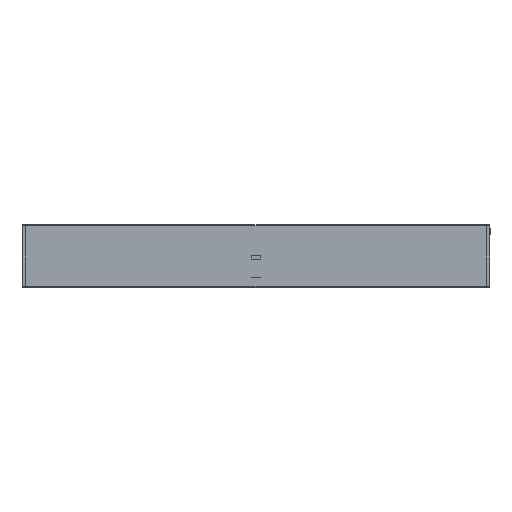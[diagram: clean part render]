
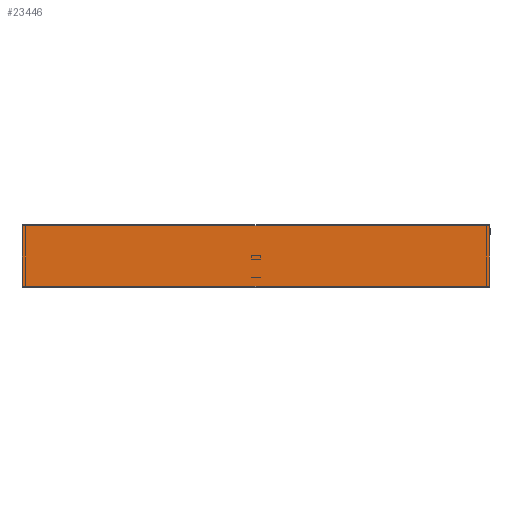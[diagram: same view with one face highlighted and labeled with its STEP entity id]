
A CAD part, left-side view. The second image highlights one B-rep face of the part: STEP entity #23446.
In plain terms, the highlighted planar face has unit normal (-1, 0, 0).
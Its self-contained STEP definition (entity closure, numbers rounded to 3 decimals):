
#1606 = EDGE_CURVE ( 'NONE', #25064, #21761, #3999, .T. ) ;
#1647 = PLANE ( 'NONE',  #21118 ) ;
#2624 = CARTESIAN_POINT ( 'NONE',  ( 0., 0., 246. ) ) ;
#3084 = VECTOR ( 'NONE', #27728, 1000. ) ;
#3523 = EDGE_CURVE ( 'NONE', #21761, #21915, #18751, .T. ) ;
#3999 = LINE ( 'NONE', #21379, #5003 ) ;
#4335 = LINE ( 'NONE', #19296, #24649 ) ;
#5003 = VECTOR ( 'NONE', #10524, 1000. ) ;
#6627 = EDGE_CURVE ( 'NONE', #25064, #15160, #12518, .T. ) ;
#10012 = CARTESIAN_POINT ( 'NONE',  ( 0., -1878., 1. ) ) ;
#10332 = DIRECTION ( 'NONE',  ( 1., 0., 0. ) ) ;
#10524 = DIRECTION ( 'NONE',  ( 0., 0., 1. ) ) ;
#11202 = VECTOR ( 'NONE', #23923, 1000. ) ;
#12469 = FACE_OUTER_BOUND ( 'NONE', #15799, .T. ) ;
#12518 = LINE ( 'NONE', #15219, #11202 ) ;
#12849 = ORIENTED_EDGE ( 'NONE', *, *, #3523, .T. ) ;
#14889 = DIRECTION ( 'NONE',  ( 0., 0., -1. ) ) ;
#15160 = VERTEX_POINT ( 'NONE', #22297 ) ;
#15219 = CARTESIAN_POINT ( 'NONE',  ( 0., 0., 1. ) ) ;
#15799 = EDGE_LOOP ( 'NONE', ( #12849, #26297, #20415, #22085 ) ) ;
#16473 = CARTESIAN_POINT ( 'NONE',  ( 0., -1878., 246. ) ) ;
#16708 = EDGE_CURVE ( 'NONE', #21915, #15160, #4335, .T. ) ;
#18751 = LINE ( 'NONE', #16473, #3084 ) ;
#19037 = DIRECTION ( 'NONE',  ( 0., 0., -1. ) ) ;
#19296 = CARTESIAN_POINT ( 'NONE',  ( 0., 0., 0. ) ) ;
#20415 = ORIENTED_EDGE ( 'NONE', *, *, #6627, .F. ) ;
#21118 = AXIS2_PLACEMENT_3D ( 'NONE', #21172, #10332, #19037 ) ;
#21172 = CARTESIAN_POINT ( 'NONE',  ( 0., 0., 0. ) ) ;
#21379 = CARTESIAN_POINT ( 'NONE',  ( 0., -1878., 0. ) ) ;
#21761 = VERTEX_POINT ( 'NONE', #25579 ) ;
#21915 = VERTEX_POINT ( 'NONE', #2624 ) ;
#22085 = ORIENTED_EDGE ( 'NONE', *, *, #1606, .T. ) ;
#22297 = CARTESIAN_POINT ( 'NONE',  ( 0., 0., 1. ) ) ;
#23446 = ADVANCED_FACE ( 'NONE', ( #12469 ), #1647, .F. ) ;
#23923 = DIRECTION ( 'NONE',  ( 0., 1., 0. ) ) ;
#24649 = VECTOR ( 'NONE', #14889, 1000. ) ;
#25064 = VERTEX_POINT ( 'NONE', #10012 ) ;
#25579 = CARTESIAN_POINT ( 'NONE',  ( 0., -1878., 246. ) ) ;
#26297 = ORIENTED_EDGE ( 'NONE', *, *, #16708, .T. ) ;
#27728 = DIRECTION ( 'NONE',  ( 0., 1., 0. ) ) ;
